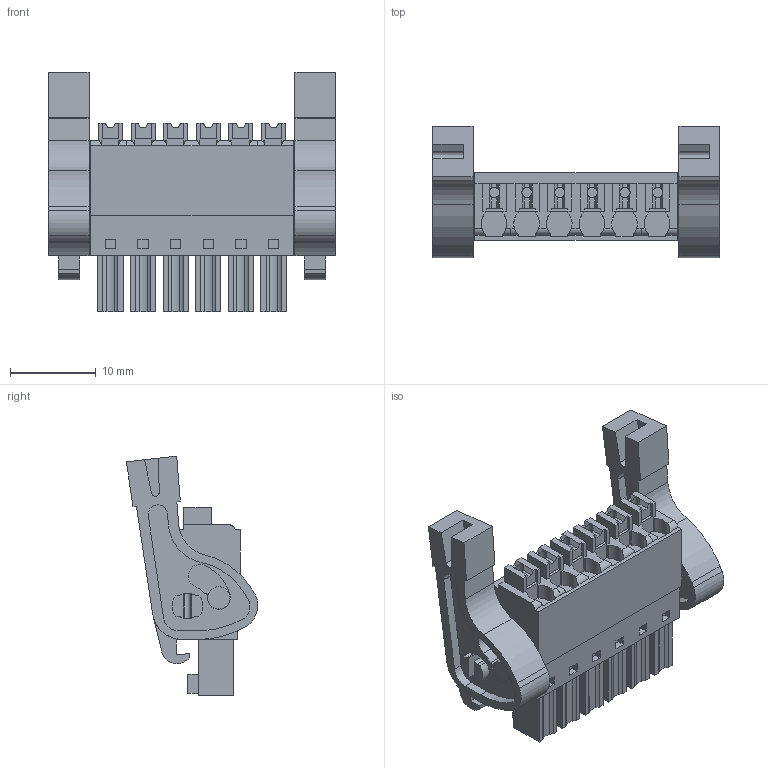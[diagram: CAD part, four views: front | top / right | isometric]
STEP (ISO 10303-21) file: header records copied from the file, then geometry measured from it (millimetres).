
FILE_DESCRIPTION(('CATIA V5 STEP','CAx-IF Rec.Pracs.--- Model Styling and Organization---1.2---2011-12-15'),'2;1');
FILE_NAME ('D1462230_0', '2017-07-31T12:51:36+00:00', ('none'), ('Weidmueller'), 'CATIA Version 5-6 Release 2014', 'CATIA V5 STEP AP214', 'none');
FILE_SCHEMA(('AUTOMOTIVE_DESIGN { 1 0 10303 214 1 1 1 1 }'));
Length unit declared in the file: millimetre
Products named in the file (1): 2442640000
Bounding box: 33.45 x 15.33 x 28 mm (x, y, z)
Volume: 3964.3 mm3; surface area: 4291.1 mm2
Topology: 9 solids, 9 shells, 566 faces, 1540 edges, 1026 vertices
Faces by surface type: plane 423, cylinder 143
Entity records: 17585 total; most frequent: CARTESIAN_POINT 3507, ORIENTED_EDGE 3080, DIRECTION 2223, EDGE_CURVE 1540, VECTOR 1172, LINE 1172, VERTEX_POINT 1026, AXIS2_PLACEMENT_3D 669
